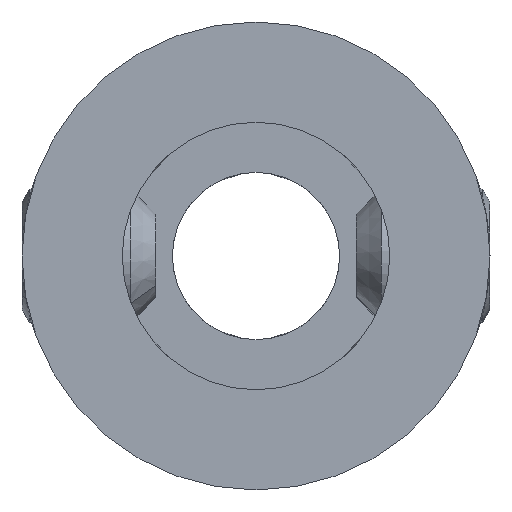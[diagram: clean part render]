
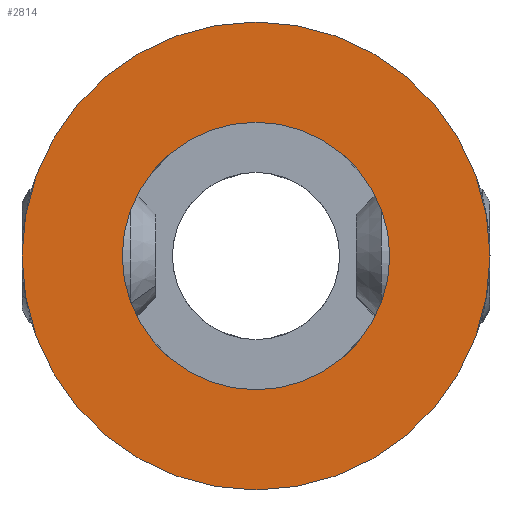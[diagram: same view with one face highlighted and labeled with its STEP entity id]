
A CAD part, left-side view. The second image highlights one B-rep face of the part: STEP entity #2814.
In plain terms, the highlighted planar face has unit normal (-1, 0, 0).
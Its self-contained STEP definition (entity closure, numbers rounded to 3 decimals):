
#32 = EDGE_CURVE ( 'NONE', #965, #2499, #2417, .T. ) ;
#116 = DIRECTION ( 'NONE',  ( 1., 0., 0. ) ) ;
#182 = CARTESIAN_POINT ( 'NONE',  ( -21.541, -1.774, 4.484 ) ) ;
#186 = EDGE_LOOP ( 'NONE', ( #204, #980 ) ) ;
#204 = ORIENTED_EDGE ( 'NONE', *, *, #32, .F. ) ;
#382 = FACE_OUTER_BOUND ( 'NONE', #186, .T. ) ;
#534 = DIRECTION ( 'NONE',  ( 1., 0., 0. ) ) ;
#581 = PLANE ( 'NONE',  #1038 ) ;
#590 = DIRECTION ( 'NONE',  ( 0., 0., -1. ) ) ;
#746 = EDGE_CURVE ( 'NONE', #1748, #830, #1093, .T. ) ;
#778 = ORIENTED_EDGE ( 'NONE', *, *, #746, .T. ) ;
#830 = VERTEX_POINT ( 'NONE', #3208 ) ;
#896 = DIRECTION ( 'NONE',  ( 1., 0., 0. ) ) ;
#936 = CARTESIAN_POINT ( 'NONE',  ( -21.541, -1.774, 0.484 ) ) ;
#965 = VERTEX_POINT ( 'NONE', #1995 ) ;
#980 = ORIENTED_EDGE ( 'NONE', *, *, #2439, .F. ) ;
#1010 = AXIS2_PLACEMENT_3D ( 'NONE', #1976, #2192, #1492 ) ;
#1038 = AXIS2_PLACEMENT_3D ( 'NONE', #1826, #116, #1602 ) ;
#1093 = CIRCLE ( 'NONE', #1507, 4. ) ;
#1147 = AXIS2_PLACEMENT_3D ( 'NONE', #1596, #896, #590 ) ;
#1329 = ORIENTED_EDGE ( 'NONE', *, *, #3076, .T. ) ;
#1492 = DIRECTION ( 'NONE',  ( 0., 0., -1. ) ) ;
#1507 = AXIS2_PLACEMENT_3D ( 'NONE', #182, #2874, #2424 ) ;
#1596 = CARTESIAN_POINT ( 'NONE',  ( -21.541, -1.774, 4.484 ) ) ;
#1602 = DIRECTION ( 'NONE',  ( 0., 1., 0. ) ) ;
#1613 = CIRCLE ( 'NONE', #1147, 7. ) ;
#1748 = VERTEX_POINT ( 'NONE', #936 ) ;
#1826 = CARTESIAN_POINT ( 'NONE',  ( -21.541, -1.774, 4.484 ) ) ;
#1854 = FACE_BOUND ( 'NONE', #2000, .T. ) ;
#1975 = CIRCLE ( 'NONE', #2449, 4. ) ;
#1976 = CARTESIAN_POINT ( 'NONE',  ( -21.541, -1.774, 4.484 ) ) ;
#1995 = CARTESIAN_POINT ( 'NONE',  ( -21.541, -1.774, 11.484 ) ) ;
#2000 = EDGE_LOOP ( 'NONE', ( #1329, #778 ) ) ;
#2192 = DIRECTION ( 'NONE',  ( 1., 0., 0. ) ) ;
#2417 = CIRCLE ( 'NONE', #1010, 7. ) ;
#2424 = DIRECTION ( 'NONE',  ( 0., 0., -1. ) ) ;
#2439 = EDGE_CURVE ( 'NONE', #2499, #965, #1613, .T. ) ;
#2449 = AXIS2_PLACEMENT_3D ( 'NONE', #2753, #534, #2786 ) ;
#2499 = VERTEX_POINT ( 'NONE', #2664 ) ;
#2664 = CARTESIAN_POINT ( 'NONE',  ( -21.541, -1.774, -2.516 ) ) ;
#2753 = CARTESIAN_POINT ( 'NONE',  ( -21.541, -1.774, 4.484 ) ) ;
#2786 = DIRECTION ( 'NONE',  ( 0., 0., -1. ) ) ;
#2814 = ADVANCED_FACE ( 'NONE', ( #1854, #382 ), #581, .F. ) ;
#2874 = DIRECTION ( 'NONE',  ( 1., 0., 0. ) ) ;
#3076 = EDGE_CURVE ( 'NONE', #830, #1748, #1975, .T. ) ;
#3208 = CARTESIAN_POINT ( 'NONE',  ( -21.541, -1.774, 8.484 ) ) ;
